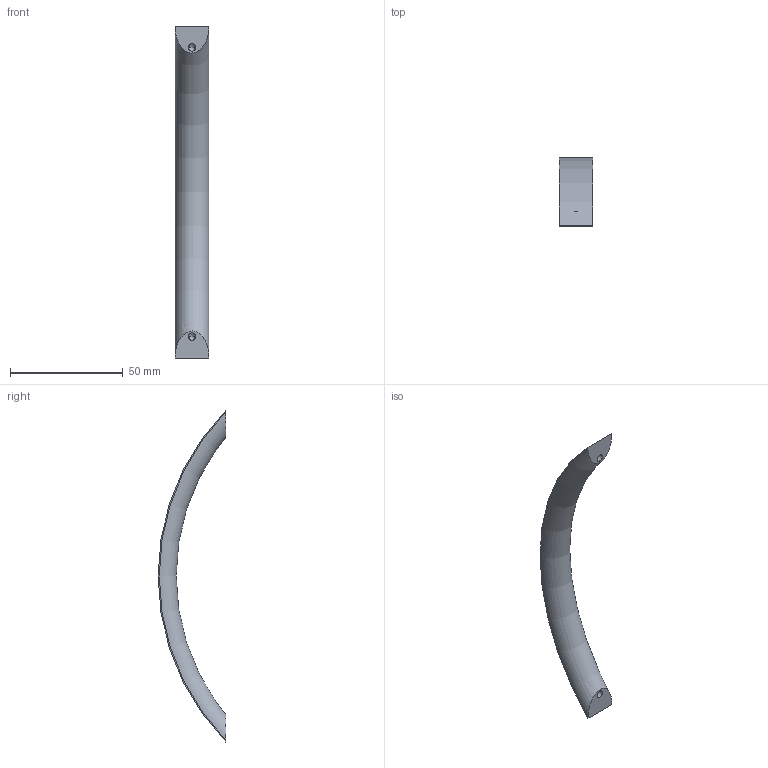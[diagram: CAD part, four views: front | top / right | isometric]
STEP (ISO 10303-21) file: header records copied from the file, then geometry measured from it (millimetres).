
FILE_DESCRIPTION(('Creo Elements/Direct Modeling STEP Export'),'2;1');
FILE_NAME('1029-147.stp','2019-03-12T13:47:55',(''),(''),'Creo Elements/Direct Modeling STEP processor for AP214 (Solid Model)','Creo Elements/Direct Modeling 20.0 12-Nov-2016 (C) Parametric Technology GmbH','');
FILE_SCHEMA(('AUTOMOTIVE_DESIGN { 1 0 10303 214 1 1 1 1 }'));
Length unit declared in the file: millimetre
Products named in the file (1): 1029-147
Bounding box: 15 x 30 x 146.97 mm (x, y, z)
Volume: 14306.3 mm3; surface area: 6395 mm2
Topology: 1 solids, 1 shells, 20 faces, 44 edges, 26 vertices
Faces by surface type: cylinder 9, plane 6, cone 4, torus 1
Entity records: 977 total; most frequent: CARTESIAN_POINT 526, DIRECTION 80, ORIENTED_EDGE 80, EDGE_CURVE 40, AXIS2_PLACEMENT_3D 32, VERTEX_POINT 26, EDGE_LOOP 24, FACE_OUTER_BOUND 20
